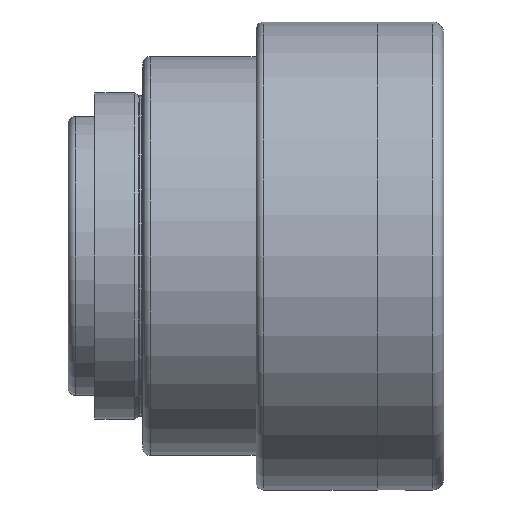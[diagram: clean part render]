
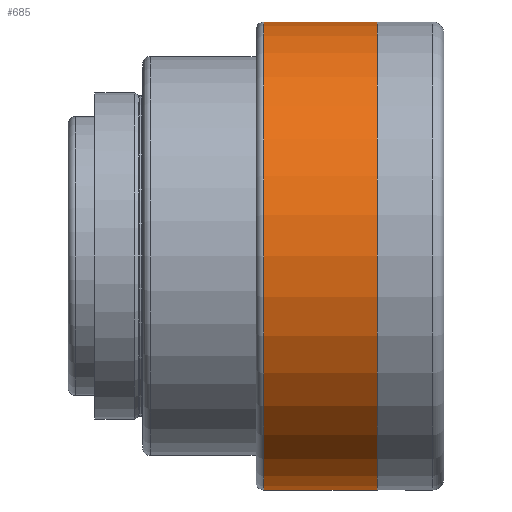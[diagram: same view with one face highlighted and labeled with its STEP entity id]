
A CAD part, front view. The second image highlights one B-rep face of the part: STEP entity #685.
In plain terms, the highlighted cylindrical face has radius 61 mm (diameter 122 mm), a partial arc.
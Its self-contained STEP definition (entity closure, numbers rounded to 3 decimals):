
#4 = ORIENTED_EDGE ( 'NONE', *, *, #89, .T. ) ;
#22 = VERTEX_POINT ( 'NONE', #1037 ) ;
#28 = CARTESIAN_POINT ( 'NONE',  ( 48.538, 0., 61. ) ) ;
#60 = ORIENTED_EDGE ( 'NONE', *, *, #359, .T. ) ;
#63 = DIRECTION ( 'NONE',  ( -1., 0., 0. ) ) ;
#81 = AXIS2_PLACEMENT_3D ( 'NONE', #487, #991, #934 ) ;
#89 = EDGE_CURVE ( 'NONE', #383, #881, #703, .T. ) ;
#171 = CARTESIAN_POINT ( 'NONE',  ( 78.124, 0., -61. ) ) ;
#173 = VECTOR ( 'NONE', #390, 1000. ) ;
#196 = CARTESIAN_POINT ( 'NONE',  ( 78.124, 0., 61. ) ) ;
#262 = LINE ( 'NONE', #460, #173 ) ;
#300 = CYLINDRICAL_SURFACE ( 'NONE', #81, 61. ) ;
#310 = ORIENTED_EDGE ( 'NONE', *, *, #865, .F. ) ;
#342 = DIRECTION ( 'NONE',  ( 0., 0., -1. ) ) ;
#359 = EDGE_CURVE ( 'NONE', #1058, #22, #896, .T. ) ;
#383 = VERTEX_POINT ( 'NONE', #171 ) ;
#390 = DIRECTION ( 'NONE',  ( -1., 0., 0. ) ) ;
#428 = CARTESIAN_POINT ( 'NONE',  ( 78.124, 0., 0. ) ) ;
#447 = DIRECTION ( 'NONE',  ( -1., 0., 0. ) ) ;
#460 = CARTESIAN_POINT ( 'NONE',  ( -8.641, 0., -61. ) ) ;
#487 = CARTESIAN_POINT ( 'NONE',  ( -8.641, 0., 0. ) ) ;
#496 = EDGE_LOOP ( 'NONE', ( #310, #4, #1067, #60 ) ) ;
#516 = DIRECTION ( 'NONE',  ( 1., 0., 0. ) ) ;
#652 = AXIS2_PLACEMENT_3D ( 'NONE', #428, #63, #799 ) ;
#668 = CARTESIAN_POINT ( 'NONE',  ( -8.641, 0., 61. ) ) ;
#685 = ADVANCED_FACE ( 'NONE', ( #765 ), #300, .T. ) ;
#703 = CIRCLE ( 'NONE', #652, 61. ) ;
#755 = EDGE_CURVE ( 'NONE', #881, #1058, #1032, .T. ) ;
#765 = FACE_OUTER_BOUND ( 'NONE', #496, .T. ) ;
#799 = DIRECTION ( 'NONE',  ( 0., 0., 1. ) ) ;
#865 = EDGE_CURVE ( 'NONE', #383, #22, #262, .T. ) ;
#876 = AXIS2_PLACEMENT_3D ( 'NONE', #877, #516, #342 ) ;
#877 = CARTESIAN_POINT ( 'NONE',  ( 48.538, 0., 0. ) ) ;
#881 = VERTEX_POINT ( 'NONE', #196 ) ;
#896 = CIRCLE ( 'NONE', #876, 61. ) ;
#934 = DIRECTION ( 'NONE',  ( 0., 0., 1. ) ) ;
#991 = DIRECTION ( 'NONE',  ( -1., 0., 0. ) ) ;
#1001 = VECTOR ( 'NONE', #447, 1000. ) ;
#1032 = LINE ( 'NONE', #668, #1001 ) ;
#1037 = CARTESIAN_POINT ( 'NONE',  ( 48.538, 0., -61. ) ) ;
#1058 = VERTEX_POINT ( 'NONE', #28 ) ;
#1067 = ORIENTED_EDGE ( 'NONE', *, *, #755, .T. ) ;
